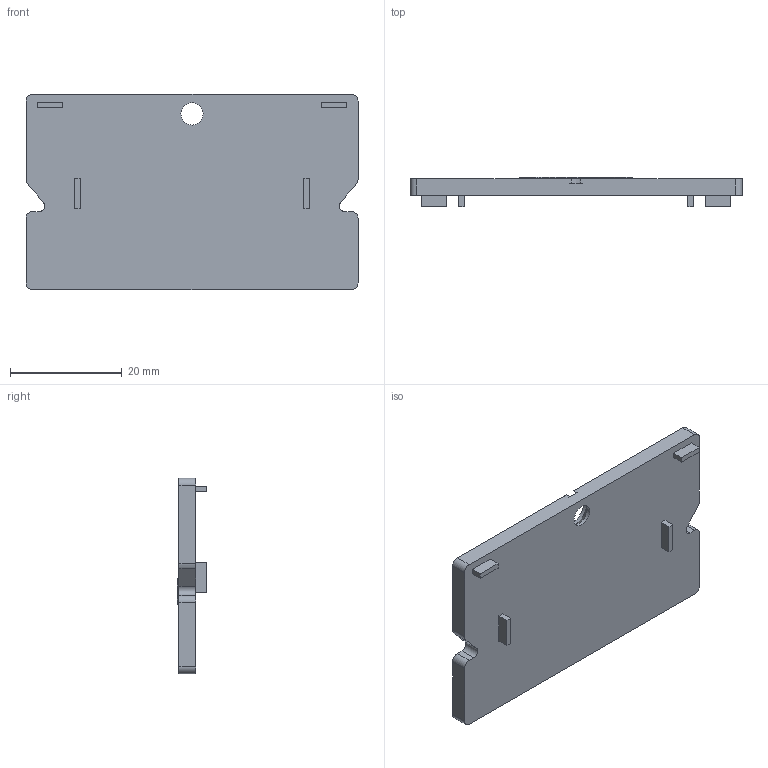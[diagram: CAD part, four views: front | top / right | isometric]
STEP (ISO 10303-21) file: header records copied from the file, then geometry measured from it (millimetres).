
FILE_DESCRIPTION(/* description */ (''),/* implementation_level */ '2;1');
FILE_NAME(/* name */ '79D-006.stp',/* time_stamp */ '2022-07-21T11:25:49-04:00',/* author */ ('aorselli'),/* organization */ (''),/* preprocessor_version */ 'ST-DEVELOPER v18.1',/* originating_system */ 'AutoCAD Mechanical',/* authorisation */ '');
FILE_SCHEMA (('AUTOMOTIVE_DESIGN { 1 0 10303 214 3 1 1 }'));
Length unit declared in the file: millimetre
Products named in the file (1): 79D-006
Bounding box: 59.5 x 5.3 x 35 mm (x, y, z)
Volume: 6158.2 mm3; surface area: 4836.1 mm2
Topology: 1 solids, 1 shells, 102 faces, 282 edges, 187 vertices
Faces by surface type: plane 78, cylinder 22, cone 2
Entity records: 3257 total; most frequent: CARTESIAN_POINT 572, ORIENTED_EDGE 564, DIRECTION 535, EDGE_CURVE 282, LINE 235, VECTOR 235, VERTEX_POINT 187, AXIS2_PLACEMENT_3D 150
